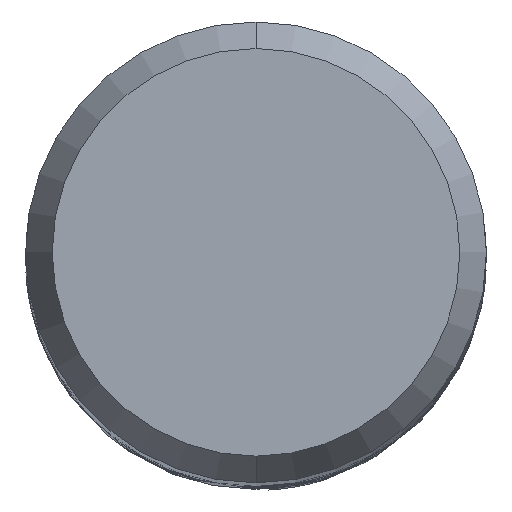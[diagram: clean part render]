
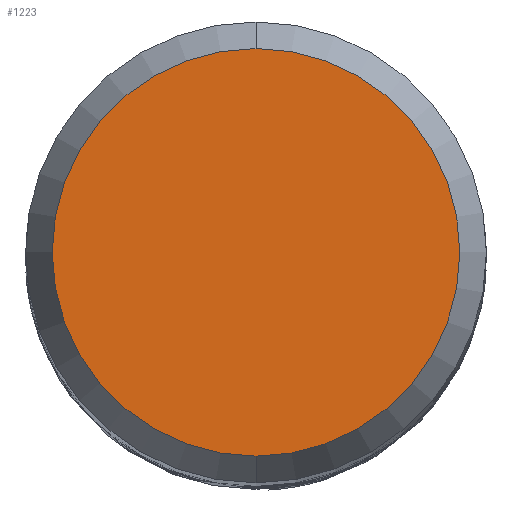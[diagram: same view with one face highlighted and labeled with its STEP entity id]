
A CAD part, top view. The second image highlights one B-rep face of the part: STEP entity #1223.
In plain terms, the highlighted planar face has unit normal (0, 0, 1).
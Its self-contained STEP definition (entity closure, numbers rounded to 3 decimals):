
#943=EDGE_CURVE('',#1071,#1257,#2081,.T.);
#1071=VERTEX_POINT('',#2215);
#1223=ADVANCED_FACE('',(#2376),#2377,.T.);
#1257=VERTEX_POINT('',#2414);
#1459=EDGE_CURVE('',#1257,#1071,#2637,.T.);
#2081=CIRCLE('',#6467,4.423);
#2215=CARTESIAN_POINT('',(0.,-4.423,0.0));
#2376=FACE_OUTER_BOUND('',#8315,.T.);
#2377=PLANE('',#8316);
#2414=CARTESIAN_POINT('',(0.0,4.423,0.0));
#2637=CIRCLE('',#10083,4.423);
#6467=AXIS2_PLACEMENT_3D('',#11955,#11956,#11957);
#8315=EDGE_LOOP('',(#12176,#12177));
#8316=AXIS2_PLACEMENT_3D('',#12178,#12179,#12180);
#10083=AXIS2_PLACEMENT_3D('',#12486,#12487,#12488);
#11955=CARTESIAN_POINT('',(0.0,0.0,0.0));
#11956=DIRECTION('',(0.0,0.0,-1.0));
#11957=DIRECTION('',(0.0,1.0,0.0));
#12176=ORIENTED_EDGE('',*,*,#1459,.F.);
#12177=ORIENTED_EDGE('',*,*,#943,.F.);
#12178=CARTESIAN_POINT('',(0.0,2.211,0.0));
#12179=DIRECTION('',(-0.0,0.0,1.0));
#12180=DIRECTION('',(0.0,-1.0,0.0));
#12486=CARTESIAN_POINT('',(0.0,0.0,0.0));
#12487=DIRECTION('',(0.0,0.0,-1.0));
#12488=DIRECTION('',(0.0,1.0,0.0));
